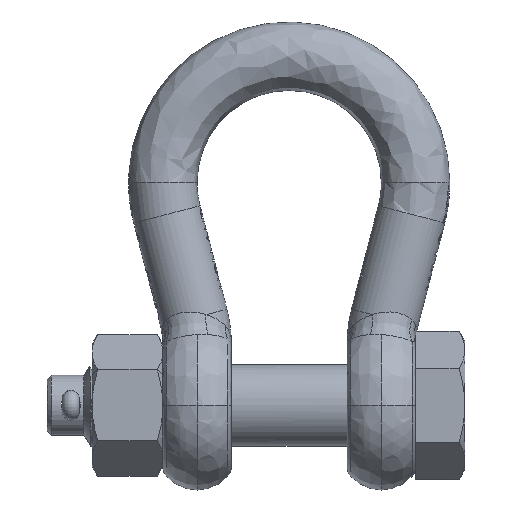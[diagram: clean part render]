
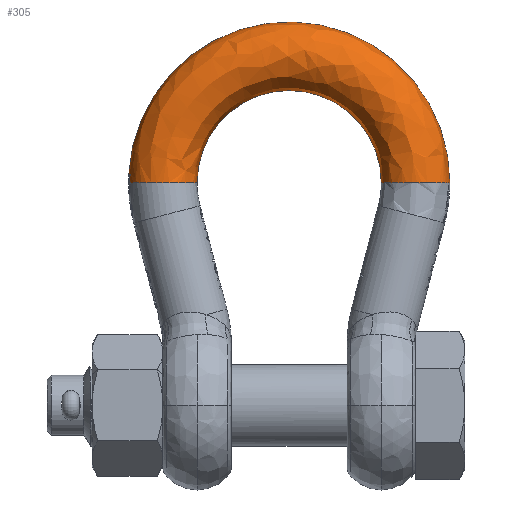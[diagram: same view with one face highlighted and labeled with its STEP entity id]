
A CAD part, top view. The second image highlights one B-rep face of the part: STEP entity #305.
In plain terms, the highlighted free-form (B-spline) face has degree [3, 3] with [4, 7] control points.
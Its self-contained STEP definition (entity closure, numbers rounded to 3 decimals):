
#305=ADVANCED_FACE('NONE',(#1271),#1272,.F.);
#1271=FACE_OUTER_BOUND('',#9416,.T.);
#1272=(B_SPLINE_SURFACE(3,3,((#9418,#9419,#9420,#9421,#9422,#9423,#9424),(#9425,#9426,#9427,#9428,#9429,#9430,#9431),(#9432,#9433,#9434,#9435,#9436,#9437,#9438),(#9439,#9440,#9441,#9442,#9443,#9444,#9445)),.UNSPECIFIED.,.F.,.F.,.F.)B_SPLINE_SURFACE_WITH_KNOTS((4,4),(4,3,4),(0.0,1.0),(0.0,0.5,1.0),.UNSPECIFIED.)RATIONAL_B_SPLINE_SURFACE(((1.0,0.803,0.803,1.0,0.803,0.803,1.0),(0.333,0.268,0.268,0.333,0.268,0.268,0.333),(0.333,0.268,0.268,0.333,0.268,0.268,0.333),(1.0,0.803,0.803,1.0,0.803,0.803,1.0)))BOUNDED_SURFACE()REPRESENTATION_ITEM('')GEOMETRIC_REPRESENTATION_ITEM()SURFACE());
#9416=EDGE_LOOP('',(#16032,#16033,#16034,#16035,#16036,#16037,#16038,#16039,#16040));
#9418=CARTESIAN_POINT('',(-21.496,51.595,0.));
#9419=CARTESIAN_POINT('',(-21.735,64.281,0.));
#9420=CARTESIAN_POINT('',(-12.891,73.379,0.));
#9421=CARTESIAN_POINT('',(-0.203,73.499,0.));
#9422=CARTESIAN_POINT('',(12.486,73.619,0.));
#9423=CARTESIAN_POINT('',(21.5,64.689,0.));
#9424=CARTESIAN_POINT('',(21.5,52.0,0.));
#9425=CARTESIAN_POINT('',(-21.496,51.595,16.));
#9426=CARTESIAN_POINT('',(-21.735,64.281,16.));
#9427=CARTESIAN_POINT('',(-12.891,73.379,16.));
#9428=CARTESIAN_POINT('',(-0.203,73.499,16.));
#9429=CARTESIAN_POINT('',(12.486,73.619,16.));
#9430=CARTESIAN_POINT('',(21.5,64.689,16.));
#9431=CARTESIAN_POINT('',(21.5,52.0,16.));
#9432=CARTESIAN_POINT('',(-37.493,51.293,16.));
#9433=CARTESIAN_POINT('',(-37.91,73.421,16.));
#9434=CARTESIAN_POINT('',(-22.484,89.29,16.));
#9435=CARTESIAN_POINT('',(-0.353,89.498,16.));
#9436=CARTESIAN_POINT('',(21.777,89.707,16.));
#9437=CARTESIAN_POINT('',(37.5,74.132,16.));
#9438=CARTESIAN_POINT('',(37.5,52.0,16.));
#9439=CARTESIAN_POINT('',(-37.493,51.293,0.));
#9440=CARTESIAN_POINT('',(-37.91,73.421,0.));
#9441=CARTESIAN_POINT('',(-22.484,89.29,0.));
#9442=CARTESIAN_POINT('',(-0.353,89.498,0.));
#9443=CARTESIAN_POINT('',(21.777,89.707,0.));
#9444=CARTESIAN_POINT('',(37.5,74.132,0.));
#9445=CARTESIAN_POINT('',(37.5,52.0,0.));
#16032=ORIENTED_EDGE('',*,*,#20499,.T.);
#16033=ORIENTED_EDGE('',*,*,#20500,.T.);
#16034=ORIENTED_EDGE('',*,*,#20501,.T.);
#16035=ORIENTED_EDGE('',*,*,#20502,.F.);
#16036=ORIENTED_EDGE('',*,*,#20503,.F.);
#16037=ORIENTED_EDGE('',*,*,#20504,.F.);
#16038=ORIENTED_EDGE('',*,*,#20505,.F.);
#16039=ORIENTED_EDGE('',*,*,#20506,.F.);
#16040=ORIENTED_EDGE('',*,*,#20507,.F.);
#20499=EDGE_CURVE('NONE',#23023,#23024,#23025,.T.);
#20500=EDGE_CURVE('NONE',#23024,#23026,#23027,.T.);
#20501=EDGE_CURVE('NONE',#23026,#23028,#23029,.T.);
#20502=EDGE_CURVE('NONE',#23030,#23028,#23031,.T.);
#20503=EDGE_CURVE('NONE',#23032,#23030,#23033,.T.);
#20504=EDGE_CURVE('NONE',#23034,#23032,#23035,.T.);
#20505=EDGE_CURVE('NONE',#23036,#23034,#23037,.T.);
#20506=EDGE_CURVE('NONE',#23038,#23036,#23039,.T.);
#20507=EDGE_CURVE('NONE',#23023,#23038,#23040,.T.);
#23023=VERTEX_POINT('NONE',#31492);
#23024=VERTEX_POINT('NONE',#31493);
#23025=CIRCLE('',#31494,21.5);
#23026=VERTEX_POINT('NONE',#31495);
#23027=(B_SPLINE_CURVE(3,(#31497,#31498,#31499,#31500),.UNSPECIFIED.,.F.,.F.)B_SPLINE_CURVE_WITH_KNOTS((4,4),(0.0,1.0),.UNSPECIFIED.)RATIONAL_B_SPLINE_CURVE((1.0,0.333,0.333,1.0))BOUNDED_CURVE()REPRESENTATION_ITEM('')GEOMETRIC_REPRESENTATION_ITEM()CURVE());
#23028=VERTEX_POINT('NONE',#31507);
#23029=CIRCLE('',#31508,37.5);
#23030=VERTEX_POINT('NONE',#31509);
#23031=B_SPLINE_CURVE_WITH_KNOTS('',3,(#31510,#31511,#31512,#31513),.UNSPECIFIED.,.F.,.F.,(4,4),(0.,0.),.UNSPECIFIED.);
#23032=VERTEX_POINT('NONE',#31514);
#23033=CIRCLE('',#31515,37.496);
#23034=VERTEX_POINT('NONE',#31516);
#23035=B_SPLINE_CURVE_WITH_KNOTS('',3,(#31517,#31518,#31519,#31520,#31521,#31522,#31523,#31524,#31525,#31526,#31527,#31528,#31529,#31530),.UNSPECIFIED.,.F.,.F.,(4,2,2,2,2,2,4),(0.,0.001,0.001,0.001,0.002,0.002,0.003),.UNSPECIFIED.);
#23036=VERTEX_POINT('NONE',#31531);
#23037=B_SPLINE_CURVE_WITH_KNOTS('',3,(#31532,#31533,#31534,#31535),.UNSPECIFIED.,.F.,.F.,(4,4),(0.,0.001),.UNSPECIFIED.);
#23038=VERTEX_POINT('NONE',#31536);
#23039=B_SPLINE_CURVE_WITH_KNOTS('',3,(#31537,#31538,#31539,#31540,#31541,#31542,#31543,#31544),.UNSPECIFIED.,.F.,.F.,(4,2,2,4),(0.,0.001,0.001,0.002),.UNSPECIFIED.);
#23040=CIRCLE('',#31545,8.0);
#31492=CARTESIAN_POINT('',(-21.5,52.0,0.));
#31493=CARTESIAN_POINT('',(21.5,52.0,0.));
#31494=AXIS2_PLACEMENT_3D('',#39983,#39984,#39985);
#31495=CARTESIAN_POINT('',(37.5,52.0,0.));
#31497=CARTESIAN_POINT('',(21.5,52.0,0.));
#31498=CARTESIAN_POINT('',(21.5,52.0,16.));
#31499=CARTESIAN_POINT('',(37.5,52.0,16.));
#31500=CARTESIAN_POINT('',(37.5,52.0,0.));
#31507=CARTESIAN_POINT('',(-37.447,54.0,0.));
#31508=AXIS2_PLACEMENT_3D('',#39986,#39987,#39988);
#31509=CARTESIAN_POINT('',(-37.442,54.0,0.265));
#31510=CARTESIAN_POINT('',(-37.442,54.0,0.265));
#31511=CARTESIAN_POINT('',(-37.445,54.0,0.177));
#31512=CARTESIAN_POINT('',(-37.447,54.0,0.088));
#31513=CARTESIAN_POINT('',(-37.447,54.0,0.));
#31514=CARTESIAN_POINT('',(-37.496,52.048,0.265));
#31515=AXIS2_PLACEMENT_3D('',#39989,#39990,#39991);
#31516=CARTESIAN_POINT('',(-37.2,54.,1.97));
#31517=CARTESIAN_POINT('',(-37.2,54.,1.97));
#31518=CARTESIAN_POINT('',(-37.213,53.761,1.97));
#31519=CARTESIAN_POINT('',(-37.234,53.528,1.927));
#31520=CARTESIAN_POINT('',(-37.275,53.196,1.802));
#31521=CARTESIAN_POINT('',(-37.29,53.09,1.751));
#31522=CARTESIAN_POINT('',(-37.322,52.889,1.631));
#31523=CARTESIAN_POINT('',(-37.338,52.793,1.562));
#31524=CARTESIAN_POINT('',(-37.371,52.616,1.407));
#31525=CARTESIAN_POINT('',(-37.387,52.535,1.322));
#31526=CARTESIAN_POINT('',(-37.417,52.389,1.139));
#31527=CARTESIAN_POINT('',(-37.431,52.323,1.04));
#31528=CARTESIAN_POINT('',(-37.469,52.155,0.729));
#31529=CARTESIAN_POINT('',(-37.488,52.08,0.502));
#31530=CARTESIAN_POINT('',(-37.496,52.048,0.265));
#31531=CARTESIAN_POINT('',(-37.045,54.0,2.5));
#31532=CARTESIAN_POINT('',(-37.045,54.0,2.5));
#31533=CARTESIAN_POINT('',(-37.103,54.0,2.325));
#31534=CARTESIAN_POINT('',(-37.155,54.0,2.148));
#31535=CARTESIAN_POINT('',(-37.2,54.,1.97));
#31536=CARTESIAN_POINT('',(-37.358,52.,1.5));
#31537=CARTESIAN_POINT('',(-37.358,52.,1.5));
#31538=CARTESIAN_POINT('',(-37.328,52.117,1.656));
#31539=CARTESIAN_POINT('',(-37.297,52.249,1.794));
#31540=CARTESIAN_POINT('',(-37.233,52.543,2.04));
#31541=CARTESIAN_POINT('',(-37.201,52.706,2.148));
#31542=CARTESIAN_POINT('',(-37.113,53.221,2.406));
#31543=CARTESIAN_POINT('',(-37.067,53.607,2.5));
#31544=CARTESIAN_POINT('',(-37.045,54.0,2.5));
#31545=AXIS2_PLACEMENT_3D('',#39992,#39993,#39994);
#39983=CARTESIAN_POINT('',(0.0,52.0,0.));
#39984=DIRECTION('',(0.0,0.0,-1.0));
#39985=DIRECTION('',(-1.0,0.0,0.0));
#39986=CARTESIAN_POINT('',(0.0,52.0,0.));
#39987=DIRECTION('',(0.0,0.0,1.0));
#39988=DIRECTION('',(-1.0,0.0,0.0));
#39989=CARTESIAN_POINT('',(0.0,52.0,0.265));
#39990=DIRECTION('',(0.0,0.0,-1.0));
#39991=DIRECTION('',(-1.0,0.0,0.0));
#39992=CARTESIAN_POINT('',(-29.5,52.0,0.));
#39993=DIRECTION('',(0.0,-1.0,0.0));
#39994=DIRECTION('',(0.0,0.0,-1.0));
